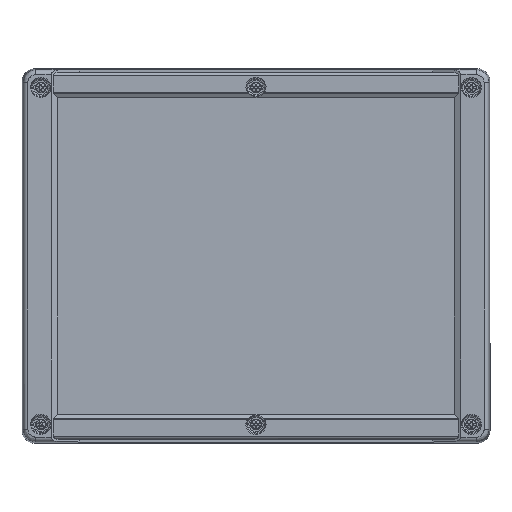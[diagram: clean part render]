
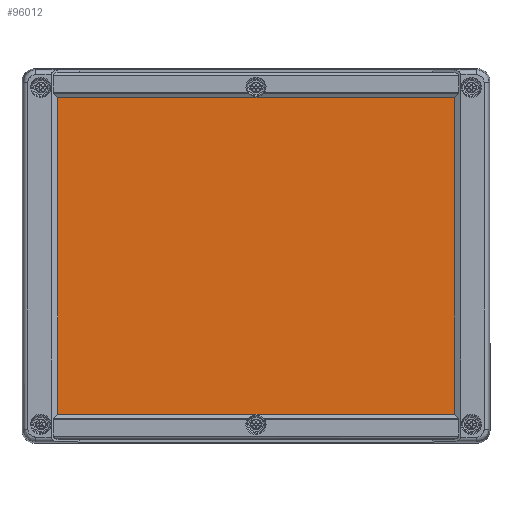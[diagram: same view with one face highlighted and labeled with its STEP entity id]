
A CAD part, top view. The second image highlights one B-rep face of the part: STEP entity #96012.
In plain terms, the highlighted planar face has unit normal (0, 0, 1).
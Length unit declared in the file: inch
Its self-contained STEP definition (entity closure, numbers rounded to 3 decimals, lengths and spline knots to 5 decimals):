
#909 = CARTESIAN_POINT ( 'NONE',  ( -5., -3.99606, 1.87008 ) ) ;
#1436 = ORIENTED_EDGE ( 'NONE', *, *, #72519, .T. ) ;
#2676 = DIRECTION ( 'NONE',  ( -1., 0., 0. ) ) ;
#3092 = DIRECTION ( 'NONE',  ( -1., 0., 0. ) ) ;
#3858 = VERTEX_POINT ( 'NONE', #100448 ) ;
#6854 = DIRECTION ( 'NONE',  ( 0., 1., 0. ) ) ;
#13778 = CARTESIAN_POINT ( 'NONE',  ( 5., 0., 1.87008 ) ) ;
#13828 = DIRECTION ( 'NONE',  ( 1., 0., 0. ) ) ;
#17655 = CARTESIAN_POINT ( 'NONE',  ( 5., -3.99606, 1.87008 ) ) ;
#21246 = VERTEX_POINT ( 'NONE', #84771 ) ;
#23684 = VERTEX_POINT ( 'NONE', #909 ) ;
#31461 = CARTESIAN_POINT ( 'NONE',  ( -5., 0., 1.87008 ) ) ;
#32641 = LINE ( 'NONE', #66017, #121732 ) ;
#39831 = AXIS2_PLACEMENT_3D ( 'NONE', #13778, #60046, #3092 ) ;
#49171 = EDGE_CURVE ( 'NONE', #3858, #23684, #89192, .T. ) ;
#57850 = EDGE_CURVE ( 'NONE', #116707, #23684, #120948, .T. ) ;
#60046 = DIRECTION ( 'NONE',  ( 0., 0., -1. ) ) ;
#64668 = EDGE_CURVE ( 'NONE', #3858, #21246, #69275, .T. ) ;
#66017 = CARTESIAN_POINT ( 'NONE',  ( 5., 0., 1.87008 ) ) ;
#69275 = LINE ( 'NONE', #115637, #141794 ) ;
#71459 = FACE_OUTER_BOUND ( 'NONE', #85033, .T. ) ;
#72519 = EDGE_CURVE ( 'NONE', #116707, #21246, #32641, .T. ) ;
#74723 = VECTOR ( 'NONE', #144716, 39.37008 ) ;
#84771 = CARTESIAN_POINT ( 'NONE',  ( 5., 3.99606, 1.87008 ) ) ;
#85033 = EDGE_LOOP ( 'NONE', ( #107548, #1436, #146977, #104312 ) ) ;
#89192 = LINE ( 'NONE', #31461, #74723 ) ;
#91187 = VECTOR ( 'NONE', #2676, 39.37008 ) ;
#96012 = ADVANCED_FACE ( 'NONE', ( #71459 ), #117827, .F. ) ;
#100448 = CARTESIAN_POINT ( 'NONE',  ( -5., 3.99606, 1.87008 ) ) ;
#104312 = ORIENTED_EDGE ( 'NONE', *, *, #49171, .T. ) ;
#107548 = ORIENTED_EDGE ( 'NONE', *, *, #57850, .F. ) ;
#114864 = CARTESIAN_POINT ( 'NONE',  ( 5., -3.99606, 1.87008 ) ) ;
#115637 = CARTESIAN_POINT ( 'NONE',  ( 0., 3.99606, 1.87008 ) ) ;
#116707 = VERTEX_POINT ( 'NONE', #114864 ) ;
#117827 = PLANE ( 'NONE',  #39831 ) ;
#120948 = LINE ( 'NONE', #17655, #91187 ) ;
#121732 = VECTOR ( 'NONE', #6854, 39.37008 ) ;
#141794 = VECTOR ( 'NONE', #13828, 39.37008 ) ;
#144716 = DIRECTION ( 'NONE',  ( 0., -1., 0. ) ) ;
#146977 = ORIENTED_EDGE ( 'NONE', *, *, #64668, .F. ) ;
